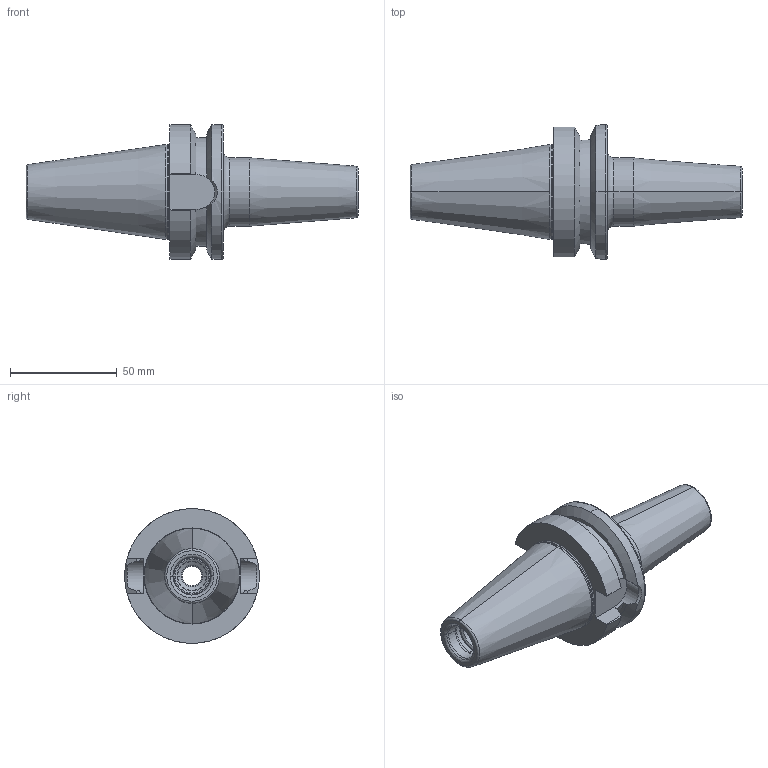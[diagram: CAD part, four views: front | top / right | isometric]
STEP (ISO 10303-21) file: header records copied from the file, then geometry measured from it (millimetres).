
FILE_DESCRIPTION((''),'2;1');
FILE_NAME('BT40ADB-SFH9_525-90','2020-02-26T10:23:40',('eos'),(''),'CREO PARAMETRIC BY PTC INC, 2018500','CREO PARAMETRIC BY PTC INC, 2018500','');
FILE_SCHEMA(('CONFIG_CONTROL_DESIGN'));
Length unit declared in the file: millimetre
Products named in the file (1): BT40ADB-SFH9_525-90
Bounding box: 155.4 x 63 x 63 mm (x, y, z)
Volume: 153422.5 mm3; surface area: 31867.3 mm2
Topology: 1 solids, 3 shells, 92 faces, 216 edges, 132 vertices
Faces by surface type: cylinder 30, cone 24, plane 22, torus 16
Entity records: 2758 total; most frequent: CARTESIAN_POINT 558, DIRECTION 490, ORIENTED_EDGE 424, EDGE_CURVE 216, AXIS2_PLACEMENT_3D 205, VERTEX_POINT 132, CIRCLE 112, EDGE_LOOP 100
